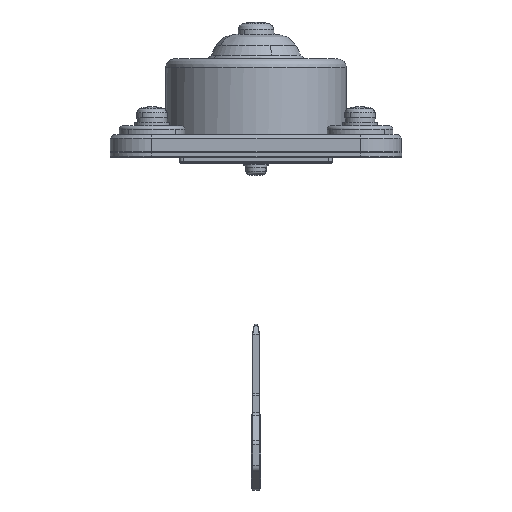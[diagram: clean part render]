
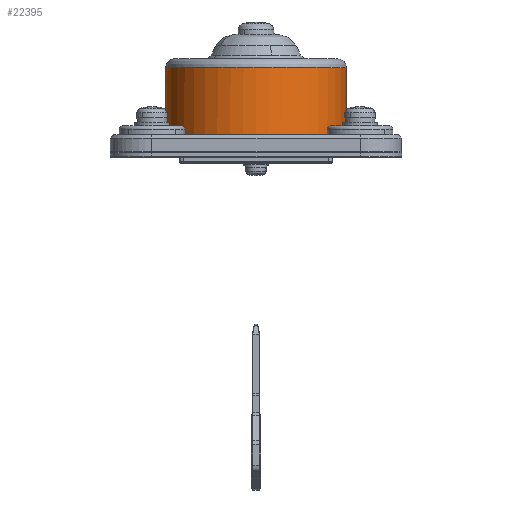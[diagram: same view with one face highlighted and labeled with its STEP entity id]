
A CAD part, top view. The second image highlights one B-rep face of the part: STEP entity #22395.
In plain terms, the highlighted free-form (B-spline) face has degree [1, 2] with [2, 5] control points.
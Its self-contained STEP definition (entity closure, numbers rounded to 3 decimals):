
#22096=CARTESIAN_POINT('',(-2.5,26.,40.));
#22097=VERTEX_POINT('',#22096);
#22143=CARTESIAN_POINT('',(-2.5,-26.,40.));
#22144=VERTEX_POINT('',#22143);
#22198=CARTESIAN_POINT('',(-2.5,-26.,40.));
#22199=CARTESIAN_POINT('',(-2.5,-26.,66.));
#22200=CARTESIAN_POINT('',(-2.5,0.,66.));
#22201=CARTESIAN_POINT('',(-2.5,26.,66.));
#22202=CARTESIAN_POINT('',(-2.5,26.,40.));
#22210=(BOUNDED_CURVE()B_SPLINE_CURVE(2,(#22198,#22199,#22200,#22201,#22202),.UNSPECIFIED.,.F.,.U.)B_SPLINE_CURVE_WITH_KNOTS((3,2,3),(0.0,0.5,1.0),.UNSPECIFIED.)CURVE()GEOMETRIC_REPRESENTATION_ITEM()RATIONAL_B_SPLINE_CURVE((1.0,0.707,1.0,0.707,1.0))REPRESENTATION_ITEM(''));
#22211=EDGE_CURVE('',#22144,#22097,#22210,.T.);
#22249=CARTESIAN_POINT('',(-21.9,26.,40.));
#22250=VERTEX_POINT('',#22249);
#22251=CARTESIAN_POINT('',(-21.9,-26.,40.));
#22252=VERTEX_POINT('',#22251);
#22253=CARTESIAN_POINT('',(-21.9,26.,40.));
#22254=CARTESIAN_POINT('',(-21.9,26.,66.));
#22255=CARTESIAN_POINT('',(-21.9,0.,66.));
#22256=CARTESIAN_POINT('',(-21.9,-26.,66.));
#22257=CARTESIAN_POINT('',(-21.9,-26.,40.));
#22265=(BOUNDED_CURVE()B_SPLINE_CURVE(2,(#22253,#22254,#22255,#22256,#22257),.UNSPECIFIED.,.F.,.U.)B_SPLINE_CURVE_WITH_KNOTS((3,2,3),(0.0,0.5,1.0),.UNSPECIFIED.)CURVE()GEOMETRIC_REPRESENTATION_ITEM()RATIONAL_B_SPLINE_CURVE((1.0,0.707,1.0,0.707,1.0))REPRESENTATION_ITEM(''));
#22266=EDGE_CURVE('',#22250,#22252,#22265,.T.);
#22311=CARTESIAN_POINT('',(-21.9,26.,40.));
#22312=CARTESIAN_POINT('',(-2.5,26.,40.));
#22313=QUASI_UNIFORM_CURVE('',1,(#22311,#22312),.UNSPECIFIED.,.F.,.U.);
#22314=EDGE_CURVE('',#22250,#22097,#22313,.T.);
#22362=CARTESIAN_POINT('',(-21.9,-26.,40.));
#22363=CARTESIAN_POINT('',(-2.5,-26.,40.));
#22364=QUASI_UNIFORM_CURVE('',1,(#22362,#22363),.UNSPECIFIED.,.F.,.U.);
#22365=EDGE_CURVE('',#22252,#22144,#22364,.T.);
#22371=CARTESIAN_POINT('',(-22.385,-25.991,39.319));
#22372=CARTESIAN_POINT('',(-2.003,-25.991,39.319));
#22373=CARTESIAN_POINT('',(-22.385,-26.702,66.47));
#22374=CARTESIAN_POINT('',(-2.003,-26.702,66.47));
#22375=CARTESIAN_POINT('',(-22.385,0.454,65.996));
#22376=CARTESIAN_POINT('',(-2.003,0.454,65.996));
#22377=CARTESIAN_POINT('',(-22.385,27.61,65.522));
#22378=CARTESIAN_POINT('',(-2.003,27.61,65.522));
#22379=CARTESIAN_POINT('',(-22.385,25.952,38.413));
#22380=CARTESIAN_POINT('',(-2.003,25.952,38.413));
#22388=(BOUNDED_SURFACE()B_SPLINE_SURFACE(1,2,((#22371,#22373,#22375,#22377,#22379),(#22372,#22374,#22376,#22378,#22380)),.UNSPECIFIED.,.F.,.F.,.U.)B_SPLINE_SURFACE_WITH_KNOTS((2,2),(3,2,3),(0.0,20.382),(0.0,44.413,88.827),.UNSPECIFIED.)GEOMETRIC_REPRESENTATION_ITEM()RATIONAL_B_SPLINE_SURFACE(((1.0,0.692,1.0,0.692,1.0),(1.0,0.692,1.0,0.692,1.0)))REPRESENTATION_ITEM('')SURFACE());
#22389=ORIENTED_EDGE('',*,*,#22365,.T.);
#22390=ORIENTED_EDGE('',*,*,#22211,.T.);
#22391=ORIENTED_EDGE('',*,*,#22314,.F.);
#22392=ORIENTED_EDGE('',*,*,#22266,.T.);
#22393=EDGE_LOOP('',(#22389,#22390,#22391,#22392));
#22394=FACE_OUTER_BOUND('',#22393,.T.);
#22395=ADVANCED_FACE('',(#22394),#22388,.T.);
